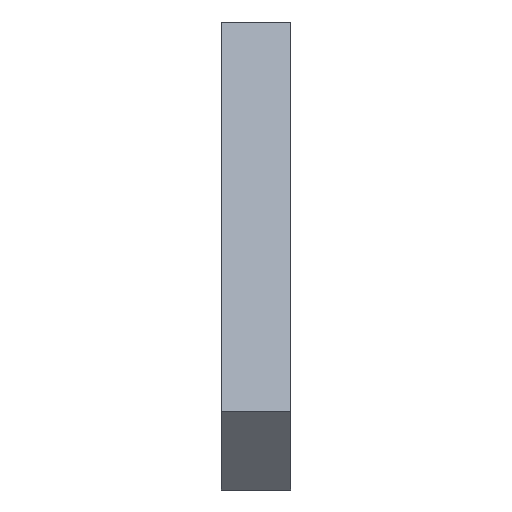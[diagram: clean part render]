
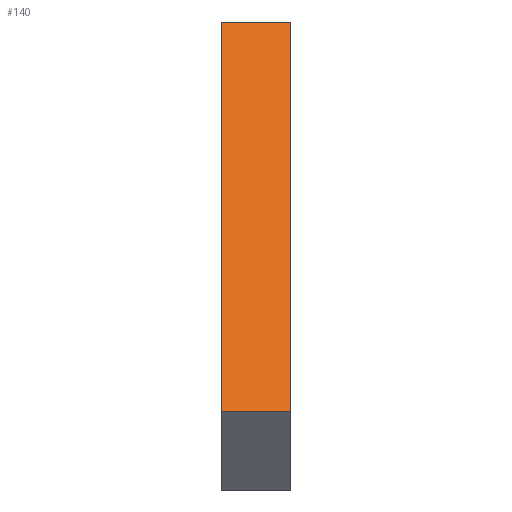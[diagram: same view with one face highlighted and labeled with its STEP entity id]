
A CAD part, left-side view. The second image highlights one B-rep face of the part: STEP entity #140.
In plain terms, the highlighted planar face has unit normal (-0.927, 0, 0.375).
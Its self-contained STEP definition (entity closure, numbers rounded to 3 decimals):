
#13=PLANE('',#160);
#23=LINE('',#512,#37);
#24=LINE('',#514,#38);
#25=LINE('',#516,#39);
#26=LINE('',#518,#40);
#37=VECTOR('',#174,1000.);
#38=VECTOR('',#177,1000.);
#39=VECTOR('',#178,1000.);
#40=VECTOR('',#179,1000.);
#54=ORIENTED_EDGE('',*,*,#90,.F.);
#55=ORIENTED_EDGE('',*,*,#89,.F.);
#56=ORIENTED_EDGE('',*,*,#91,.T.);
#57=ORIENTED_EDGE('',*,*,#92,.T.);
#89=EDGE_CURVE('',#107,#105,#23,.T.);
#90=EDGE_CURVE('',#105,#108,#24,.T.);
#91=EDGE_CURVE('',#107,#109,#25,.T.);
#92=EDGE_CURVE('',#109,#108,#26,.T.);
#105=VERTEX_POINT('',#507);
#107=VERTEX_POINT('',#511);
#108=VERTEX_POINT('',#515);
#109=VERTEX_POINT('',#517);
#118=EDGE_LOOP('',(#54,#55,#56,#57));
#128=FACE_BOUND('',#118,.T.);
#140=ADVANCED_FACE('',(#128),#13,.T.);
#160=AXIS2_PLACEMENT_3D('',#513,#175,#176);
#174=DIRECTION('',(0.,-1.,0.));
#175=DIRECTION('',(-0.927,0.,0.375));
#176=DIRECTION('',(0.375,0.,0.927));
#177=DIRECTION('',(-0.375,0.,-0.927));
#178=DIRECTION('',(-0.375,0.,-0.927));
#179=DIRECTION('',(0.,-1.,0.));
#507=CARTESIAN_POINT('',(640.234,0.,629.342));
#511=CARTESIAN_POINT('',(640.234,100.,629.342));
#512=CARTESIAN_POINT('',(640.234,100.,629.342));
#513=CARTESIAN_POINT('',(640.234,100.,629.342));
#514=CARTESIAN_POINT('',(640.234,0.,629.342));
#515=CARTESIAN_POINT('',(415.47,0.,73.032));
#516=CARTESIAN_POINT('',(640.234,100.,629.342));
#517=CARTESIAN_POINT('',(415.47,100.,73.032));
#518=CARTESIAN_POINT('',(415.47,100.,73.032));
